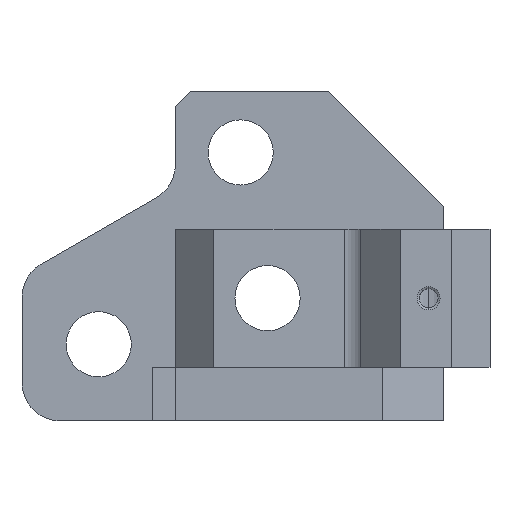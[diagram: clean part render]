
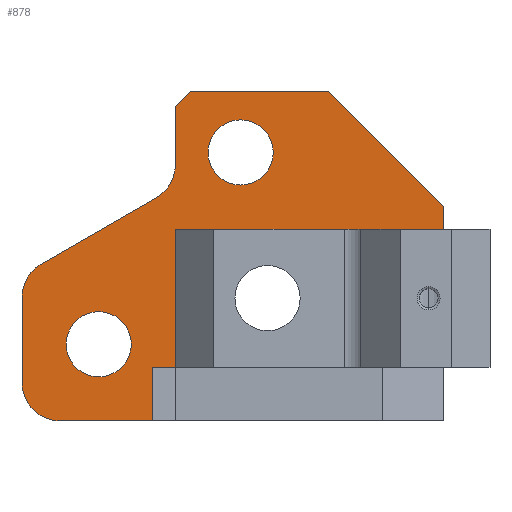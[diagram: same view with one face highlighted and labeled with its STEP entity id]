
A CAD part, front view. The second image highlights one B-rep face of the part: STEP entity #878.
In plain terms, the highlighted planar face has unit normal (0, -1, 0).
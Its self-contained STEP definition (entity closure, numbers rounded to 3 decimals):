
#134=DIRECTION('',(1.,0.,0.));
#135=VECTOR('',#134,35.);
#136=CARTESIAN_POINT('',(-33.,6.09,18.));
#137=LINE('',#136,#135);
#180=CARTESIAN_POINT('',(-24.5,6.09,28.));
#181=DIRECTION('',(0.,1.,0.));
#182=DIRECTION('',(1.,0.,0.));
#183=AXIS2_PLACEMENT_3D('',#180,#181,#182);
#185=CARTESIAN_POINT('',(-24.5,6.09,28.));
#186=DIRECTION('',(0.,1.,0.));
#187=DIRECTION('',(-1.,0.,0.));
#188=AXIS2_PLACEMENT_3D('',#185,#186,#187);
#190=CARTESIAN_POINT('',(-43.,6.09,3.));
#191=DIRECTION('',(0.,1.,0.));
#192=DIRECTION('',(1.,0.,0.));
#193=AXIS2_PLACEMENT_3D('',#190,#191,#192);
#195=CARTESIAN_POINT('',(-43.,6.09,3.));
#196=DIRECTION('',(0.,1.,0.));
#197=DIRECTION('',(-1.,0.,0.));
#198=AXIS2_PLACEMENT_3D('',#195,#196,#197);
#200=DIRECTION('',(-0.707,0.,0.707));
#201=VECTOR('',#200,21.213);
#202=CARTESIAN_POINT('',(2.,6.09,21.));
#203=LINE('',#202,#201);
#204=DIRECTION('',(0.,0.,1.));
#205=VECTOR('',#204,3.);
#206=CARTESIAN_POINT('',(2.,6.09,18.));
#207=LINE('',#206,#205);
#208=DIRECTION('',(1.,0.,0.));
#209=VECTOR('',#208,3.);
#210=CARTESIAN_POINT('',(-36.,6.09,0.));
#211=LINE('',#210,#209);
#212=DIRECTION('',(0.,0.,1.));
#213=VECTOR('',#212,7.);
#214=CARTESIAN_POINT('',(-36.,6.09,-7.));
#215=LINE('',#214,#213);
#216=DIRECTION('',(1.,0.,0.));
#217=VECTOR('',#216,12.);
#218=CARTESIAN_POINT('',(-48.,6.09,-7.));
#219=LINE('',#218,#217);
#220=CARTESIAN_POINT('',(-48.,6.09,-2.));
#221=DIRECTION('',(0.,-1.,0.));
#222=DIRECTION('',(-1.,0.,0.));
#223=AXIS2_PLACEMENT_3D('',#220,#221,#222);
#225=DIRECTION('',(0.,0.,-1.));
#226=VECTOR('',#225,11.113);
#227=CARTESIAN_POINT('',(-53.,6.09,9.113));
#228=LINE('',#227,#226);
#229=CARTESIAN_POINT('',(-48.,6.09,9.113));
#230=DIRECTION('',(0.,-1.,0.));
#231=DIRECTION('',(-0.5,0.,0.866));
#232=AXIS2_PLACEMENT_3D('',#229,#230,#231);
#234=DIRECTION('',(-0.866,0.,-0.5));
#235=VECTOR('',#234,17.321);
#236=CARTESIAN_POINT('',(-35.5,6.09,22.104));
#237=LINE('',#236,#235);
#238=DIRECTION('',(0.,0.,-1.));
#239=VECTOR('',#238,7.566);
#240=CARTESIAN_POINT('',(-33.,6.09,34.));
#241=LINE('',#240,#239);
#242=DIRECTION('',(-0.707,0.,-0.707));
#243=VECTOR('',#242,2.828);
#244=CARTESIAN_POINT('',(-31.,6.09,36.));
#245=LINE('',#244,#243);
#246=DIRECTION('',(-1.,0.,0.));
#247=VECTOR('',#246,18.);
#248=CARTESIAN_POINT('',(-13.,6.09,36.));
#249=LINE('',#248,#247);
#328=DIRECTION('',(0.,0.,1.));
#329=VECTOR('',#328,18.);
#330=CARTESIAN_POINT('',(-33.,6.09,0.));
#331=LINE('',#330,#329);
#353=CARTESIAN_POINT('',(-38.,6.09,26.434));
#354=DIRECTION('',(0.,1.,0.));
#355=DIRECTION('',(1.,0.,0.));
#356=AXIS2_PLACEMENT_3D('',#353,#354,#355);
#650=CARTESIAN_POINT('',(-31.,6.09,36.));
#651=CARTESIAN_POINT('',(-33.,6.09,34.));
#652=VERTEX_POINT('',#650);
#653=VERTEX_POINT('',#651);
#654=CARTESIAN_POINT('',(-20.25,6.09,28.));
#655=CARTESIAN_POINT('',(-28.75,6.09,28.));
#656=VERTEX_POINT('',#654);
#657=VERTEX_POINT('',#655);
#658=CARTESIAN_POINT('',(-38.75,6.09,3.));
#659=CARTESIAN_POINT('',(-47.25,6.09,3.));
#660=VERTEX_POINT('',#658);
#661=VERTEX_POINT('',#659);
#662=CARTESIAN_POINT('',(-33.,6.09,18.));
#663=CARTESIAN_POINT('',(2.,6.09,18.));
#664=VERTEX_POINT('',#662);
#665=VERTEX_POINT('',#663);
#670=CARTESIAN_POINT('',(-36.,6.09,-7.));
#671=VERTEX_POINT('',#670);
#672=CARTESIAN_POINT('',(-36.,6.09,0.));
#673=VERTEX_POINT('',#672);
#674=CARTESIAN_POINT('',(-33.,6.09,0.));
#675=VERTEX_POINT('',#674);
#685=CARTESIAN_POINT('',(-35.5,6.09,22.104));
#687=VERTEX_POINT('',#685);
#689=CARTESIAN_POINT('',(-33.,6.09,26.434));
#691=VERTEX_POINT('',#689);
#696=CARTESIAN_POINT('',(-50.5,6.09,13.443));
#697=VERTEX_POINT('',#696);
#698=CARTESIAN_POINT('',(-53.,6.09,9.113));
#699=VERTEX_POINT('',#698);
#704=CARTESIAN_POINT('',(-53.,6.09,-2.));
#705=VERTEX_POINT('',#704);
#706=CARTESIAN_POINT('',(-48.,6.09,-7.));
#707=VERTEX_POINT('',#706);
#712=CARTESIAN_POINT('',(2.,6.09,21.));
#713=VERTEX_POINT('',#712);
#714=CARTESIAN_POINT('',(-13.,6.09,36.));
#715=VERTEX_POINT('',#714);
#831=CARTESIAN_POINT('',(0.,6.09,-7.));
#832=DIRECTION('',(0.,-1.,0.));
#833=DIRECTION('',(1.,0.,0.));
#834=AXIS2_PLACEMENT_3D('',#831,#832,#833);
#835=PLANE('',#834);
#837=ORIENTED_EDGE('',*,*,#836,.F.);
#839=ORIENTED_EDGE('',*,*,#838,.F.);
#840=ORIENTED_EDGE('',*,*,#800,.F.);
#842=ORIENTED_EDGE('',*,*,#841,.F.);
#843=ORIENTED_EDGE('',*,*,#725,.F.);
#845=ORIENTED_EDGE('',*,*,#844,.F.);
#847=ORIENTED_EDGE('',*,*,#846,.F.);
#849=ORIENTED_EDGE('',*,*,#848,.F.);
#851=ORIENTED_EDGE('',*,*,#850,.F.);
#853=ORIENTED_EDGE('',*,*,#852,.F.);
#855=ORIENTED_EDGE('',*,*,#854,.F.);
#857=ORIENTED_EDGE('',*,*,#856,.F.);
#859=ORIENTED_EDGE('',*,*,#858,.F.);
#861=ORIENTED_EDGE('',*,*,#860,.F.);
#863=ORIENTED_EDGE('',*,*,#862,.F.);
#864=EDGE_LOOP('',(#837,#839,#840,#842,#843,#845,#847,#849,#851,#853,#855,#857,
#859,#861,#863));
#865=FACE_OUTER_BOUND('',#864,.F.);
#867=ORIENTED_EDGE('',*,*,#866,.F.);
#869=ORIENTED_EDGE('',*,*,#868,.F.);
#870=EDGE_LOOP('',(#867,#869));
#871=FACE_BOUND('',#870,.F.);
#873=ORIENTED_EDGE('',*,*,#872,.F.);
#875=ORIENTED_EDGE('',*,*,#874,.F.);
#876=EDGE_LOOP('',(#873,#875));
#877=FACE_BOUND('',#876,.F.);
#184=CIRCLE('',#183,4.25);
#189=CIRCLE('',#188,4.25);
#194=CIRCLE('',#193,4.25);
#199=CIRCLE('',#198,4.25);
#224=CIRCLE('',#223,5.);
#233=CIRCLE('',#232,5.);
#357=CIRCLE('',#356,5.);
#725=EDGE_CURVE('',#673,#675,#211,.T.);
#800=EDGE_CURVE('',#664,#665,#137,.T.);
#836=EDGE_CURVE('',#713,#715,#203,.T.);
#838=EDGE_CURVE('',#665,#713,#207,.T.);
#841=EDGE_CURVE('',#675,#664,#331,.T.);
#844=EDGE_CURVE('',#671,#673,#215,.T.);
#846=EDGE_CURVE('',#707,#671,#219,.T.);
#848=EDGE_CURVE('',#705,#707,#224,.T.);
#850=EDGE_CURVE('',#699,#705,#228,.T.);
#852=EDGE_CURVE('',#697,#699,#233,.T.);
#854=EDGE_CURVE('',#687,#697,#237,.T.);
#856=EDGE_CURVE('',#691,#687,#357,.T.);
#858=EDGE_CURVE('',#653,#691,#241,.T.);
#860=EDGE_CURVE('',#652,#653,#245,.T.);
#862=EDGE_CURVE('',#715,#652,#249,.T.);
#866=EDGE_CURVE('',#660,#661,#194,.T.);
#868=EDGE_CURVE('',#661,#660,#199,.T.);
#872=EDGE_CURVE('',#656,#657,#184,.T.);
#874=EDGE_CURVE('',#657,#656,#189,.T.);
#878=ADVANCED_FACE('',(#865,#871,#877),#835,.T.);
